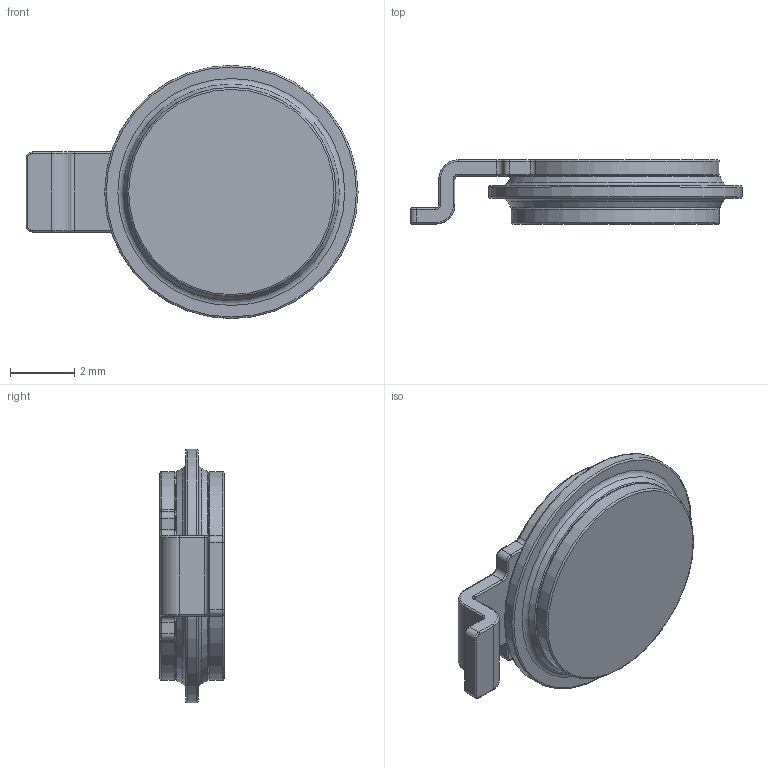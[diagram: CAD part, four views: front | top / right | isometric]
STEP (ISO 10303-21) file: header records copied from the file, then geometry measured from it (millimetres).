
FILE_DESCRIPTION(/* description */ (''),/* implementation_level */ '2;1');
FILE_NAME(/* name */ '2017-SMH.stp',/* time_stamp */ '2015-07-22T11:04:23-06:00',/* author */ ('Lidsneyf'),/* organization */ (''),/* preprocessor_version */ 'ST-DEVELOPER v15.6',/* originating_system */ 'Autodesk Inventor 2015',/* authorisation */ '');
FILE_SCHEMA (('AUTOMOTIVE_DESIGN { 1 0 10303 214 3 1 1 }'));
Length unit declared in the file: inch
Products named in the file (4): 34496-T-XX H bend; 34496-01; 31817-01; 2017-SMH
Bounding box: 10.35 x 2 x 7.9 mm (x, y, z)
Volume: 72.3 mm3; surface area: 291.4 mm2
Topology: 3 solids, 3 shells, 571 faces, 1341 edges, 864 vertices
Faces by surface type: bspline 352, plane 121, torus 52, cylinder 38, cone 8
Full cylindrical faces by diameter (mm): 3.7 x1, 6.5 x1, 7.9 x1
Entity records: 20874 total; most frequent: CARTESIAN_POINT 10134, ORIENTED_EDGE 2604, EDGE_CURVE 1302, DIRECTION 1212, VERTEX_POINT 862, B_SPLINE_CURVE_WITH_KNOTS 704, EDGE_LOOP 698, FACE_OUTER_BOUND 571
